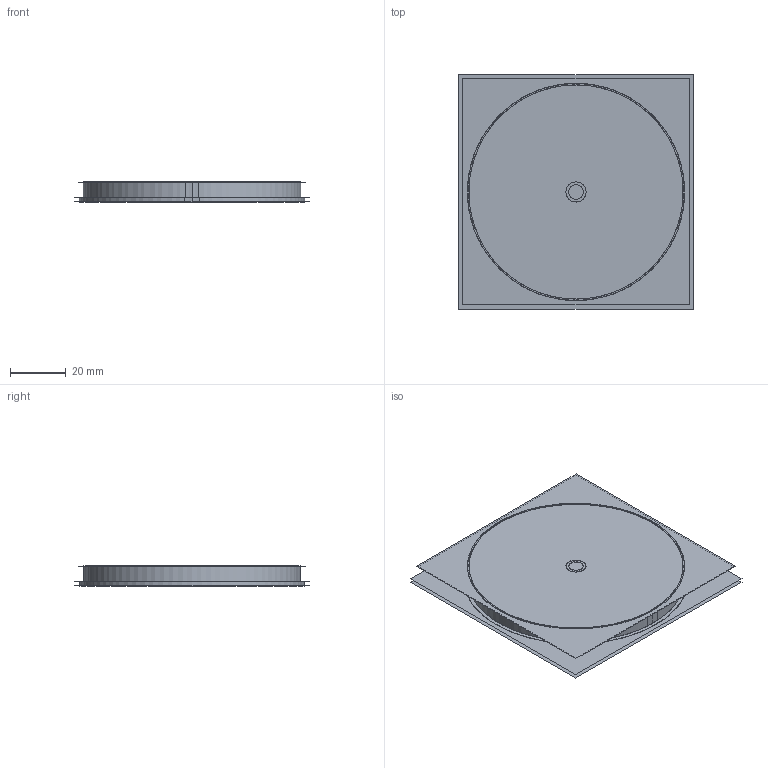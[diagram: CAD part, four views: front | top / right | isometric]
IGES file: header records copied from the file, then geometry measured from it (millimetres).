
Start section:  PTC IGES file: 156817.igs
Global section: file name: 156817.igs; native system: Creo Parametric by PTC Inc.; preprocessor: 2016260; author: pdmadmin; organization: Unknown; date: 20170501.092654; units: millimetre
Bounding box: 84.27 x 84.24 x 7.28 mm (x, y, z)
Volume: 32707.8 mm3; surface area: 72505 mm2
Topology: 1 solids, 1 shells, 30 faces, 140 edges, 180 vertices
Faces by surface type: revolution 20, bspline 10
